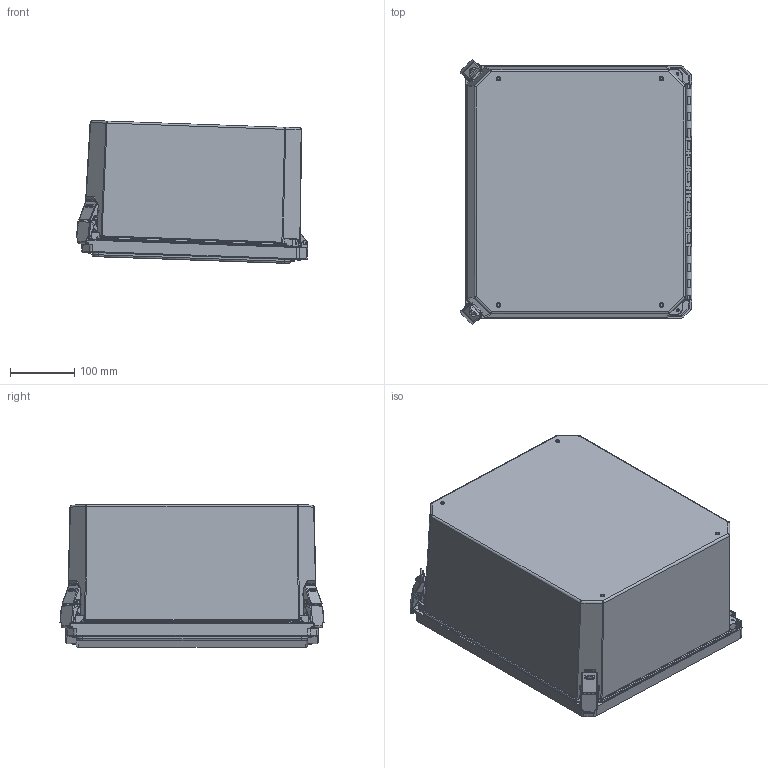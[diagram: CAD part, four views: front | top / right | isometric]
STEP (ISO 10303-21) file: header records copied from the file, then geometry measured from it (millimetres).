
FILE_DESCRIPTION (( 'STEP AP214' ), '1' );
FILE_NAME ('FR141208HPL.STEP', '2021-10-07T15:22:51', ( '' ), ( '' ), 'SwSTEP 2.0', 'SolidWorks 2021', '' );
FILE_SCHEMA (( 'AUTOMOTIVE_DESIGN' ));
Length unit declared in the file: inch
Products named in the file (1): FR141208HPL
Bounding box: 361.08 x 411.47 x 222.67 mm (x, y, z)
Volume: 2375228.6 mm3; surface area: 1190844.4 mm2
Topology: 29 solids, 29 shells, 2487 faces, 6315 edges, 3819 vertices
Faces by surface type: cylinder 1060, plane 812, bspline 351, torus 175, cone 60, sphere 29
Entity records: 98092 total; most frequent: CARTESIAN_POINT 42217, ORIENTED_EDGE 12470, DIRECTION 10208, EDGE_CURVE 6235, VERTEX_POINT 3814, AXIS2_PLACEMENT_3D 3586, VECTOR 3036, LINE 3036
